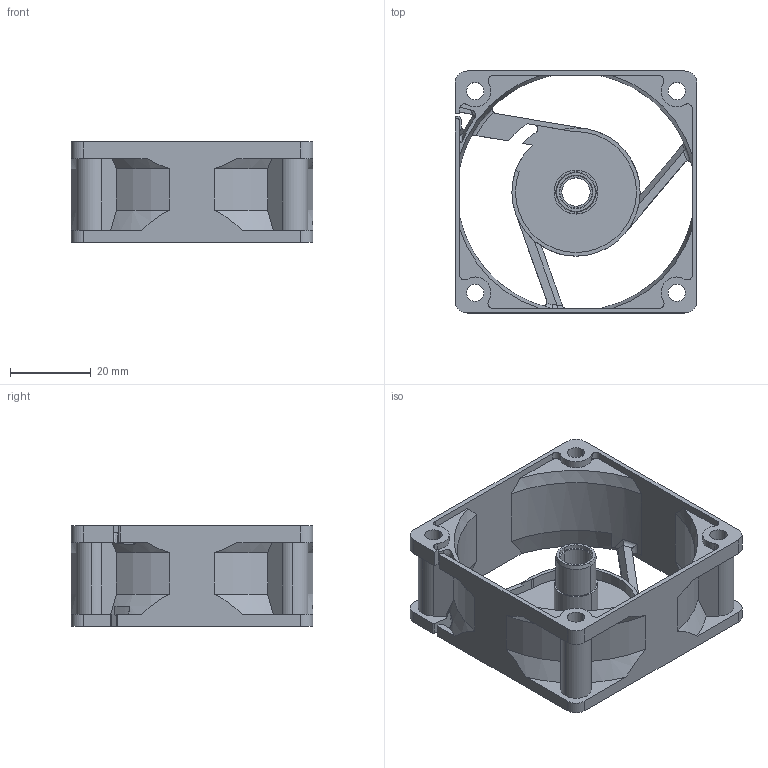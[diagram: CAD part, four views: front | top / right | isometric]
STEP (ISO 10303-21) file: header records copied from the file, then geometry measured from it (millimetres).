
FILE_DESCRIPTION(('FreeCAD Model'),'2;1');
FILE_NAME('OD6025_m0.stp', '2022-10-14T08:22:43',('Author'),(''), 'Open CASCADE STEP processor 7.3','FreeCAD','Unknown');
FILE_SCHEMA(('AUTOMOTIVE_DESIGN { 1 0 10303 214 1 1 1 1 }'));
Length unit declared in the file: millimetre
Products named in the file (1): Frame
Bounding box: 60 x 60 x 25 mm (x, y, z)
Volume: 14228 mm3; surface area: 18243.9 mm2
Topology: 1 solids, 1 shells, 203 faces, 588 edges, 389 vertices
Faces by surface type: cylinder 90, plane 76, cone 31, torus 3, bspline 3
Entity records: 19271 total; most frequent: CARTESIAN_POINT 8027, DIRECTION 2027, ORIENTED_EDGE 1176, PCURVE 1176, DEFINITIONAL_REPRESENTATION 1176, LINE 1079, VECTOR 1079, EDGE_CURVE 588
